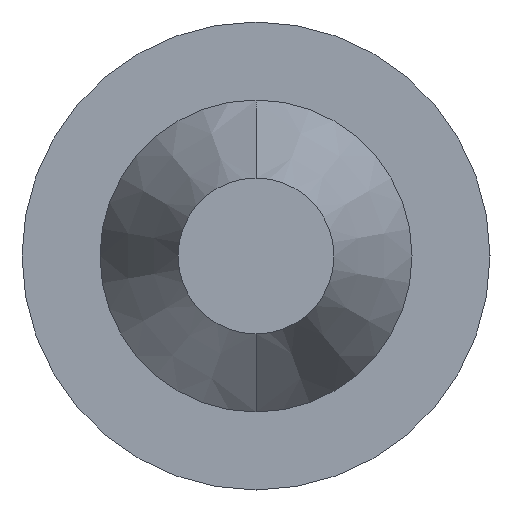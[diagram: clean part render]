
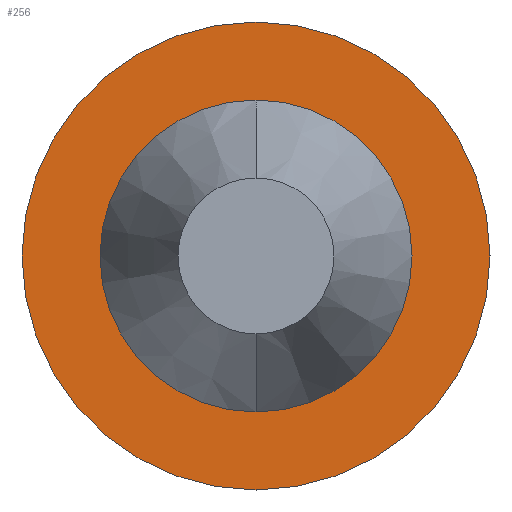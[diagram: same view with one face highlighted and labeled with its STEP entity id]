
A CAD part, front view. The second image highlights one B-rep face of the part: STEP entity #256.
In plain terms, the highlighted planar face has unit normal (0, -1, 0).
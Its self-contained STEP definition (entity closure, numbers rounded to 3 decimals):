
#37 = DIRECTION ( 'NONE',  ( 0., 0., 1. ) ) ;
#38 = DIRECTION ( 'NONE',  ( 0., 1., 0. ) ) ;
#39 = CARTESIAN_POINT ( 'NONE',  ( 0., -10., 0. ) ) ;
#40 = AXIS2_PLACEMENT_3D ( 'NONE', #39, #38, #37 ) ;
#41 = CIRCLE ( 'NONE', #40, 4. ) ;
#209 = DIRECTION ( 'NONE',  ( 0., 0., 1. ) ) ;
#210 = DIRECTION ( 'NONE',  ( 0., 1., 0. ) ) ;
#211 = CARTESIAN_POINT ( 'NONE',  ( 0., -10., 0. ) ) ;
#212 = AXIS2_PLACEMENT_3D ( 'NONE', #211, #210, #209 ) ;
#213 = CIRCLE ( 'NONE', #212, 4. ) ;
#214 = CARTESIAN_POINT ( 'NONE',  ( 0., -10., -4. ) ) ;
#219 = EDGE_CURVE ( 'NONE', #230, #229, #367, .T. ) ;
#222 = VERTEX_POINT ( 'NONE', #362 ) ;
#228 = EDGE_CURVE ( 'NONE', #229, #230, #328, .T. ) ;
#229 = VERTEX_POINT ( 'NONE', #323 ) ;
#230 = VERTEX_POINT ( 'NONE', #322 ) ;
#239 = VERTEX_POINT ( 'NONE', #214 ) ;
#241 = EDGE_CURVE ( 'NONE', #222, #239, #213, .T. ) ;
#256 = ADVANCED_FACE ( 'NONE', ( #463, #429 ), #428, .T. ) ;
#257 = EDGE_LOOP ( 'NONE', ( #258, #297 ) ) ;
#258 = ORIENTED_EDGE ( 'NONE', *, *, #241, .T. ) ;
#259 = ORIENTED_EDGE ( 'NONE', *, *, #219, .F. ) ;
#297 = ORIENTED_EDGE ( 'NONE', *, *, #398, .T. ) ;
#322 = CARTESIAN_POINT ( 'NONE',  ( 0., -10., -7.5 ) ) ;
#323 = CARTESIAN_POINT ( 'NONE',  ( 0., -10., 7.5 ) ) ;
#324 = DIRECTION ( 'NONE',  ( 0., 0., 1. ) ) ;
#325 = DIRECTION ( 'NONE',  ( 0., 1., 0. ) ) ;
#326 = CARTESIAN_POINT ( 'NONE',  ( 0., -10., 0. ) ) ;
#327 = AXIS2_PLACEMENT_3D ( 'NONE', #326, #325, #324 ) ;
#328 = CIRCLE ( 'NONE', #327, 7.5 ) ;
#333 = EDGE_LOOP ( 'NONE', ( #335, #259 ) ) ;
#335 = ORIENTED_EDGE ( 'NONE', *, *, #228, .F. ) ;
#362 = CARTESIAN_POINT ( 'NONE',  ( 0., -10., 4. ) ) ;
#363 = DIRECTION ( 'NONE',  ( 0., 0., 1. ) ) ;
#364 = DIRECTION ( 'NONE',  ( 0., 1., 0. ) ) ;
#365 = CARTESIAN_POINT ( 'NONE',  ( 0., -10., 0. ) ) ;
#366 = AXIS2_PLACEMENT_3D ( 'NONE', #365, #364, #363 ) ;
#367 = CIRCLE ( 'NONE', #366, 7.5 ) ;
#398 = EDGE_CURVE ( 'NONE', #239, #222, #41, .T. ) ;
#427 = AXIS2_PLACEMENT_3D ( 'NONE', #446, #445, #430 ) ;
#428 = PLANE ( 'NONE',  #427 ) ;
#429 = FACE_OUTER_BOUND ( 'NONE', #333, .T. ) ;
#430 = DIRECTION ( 'NONE',  ( 0., 0., -1. ) ) ;
#445 = DIRECTION ( 'NONE',  ( 0., -1., 0. ) ) ;
#446 = CARTESIAN_POINT ( 'NONE',  ( -7.5, -10., 0. ) ) ;
#463 = FACE_BOUND ( 'NONE', #257, .T. ) ;
